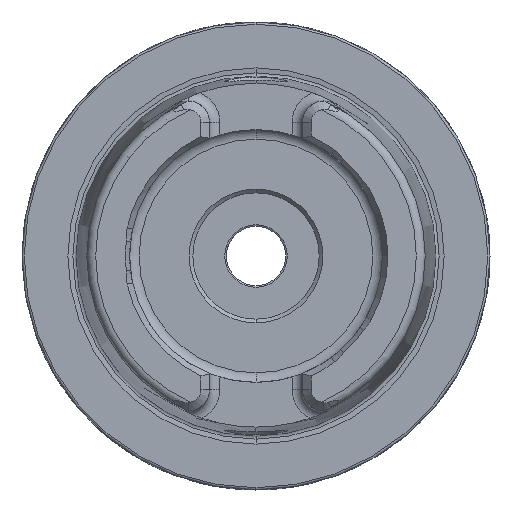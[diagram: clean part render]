
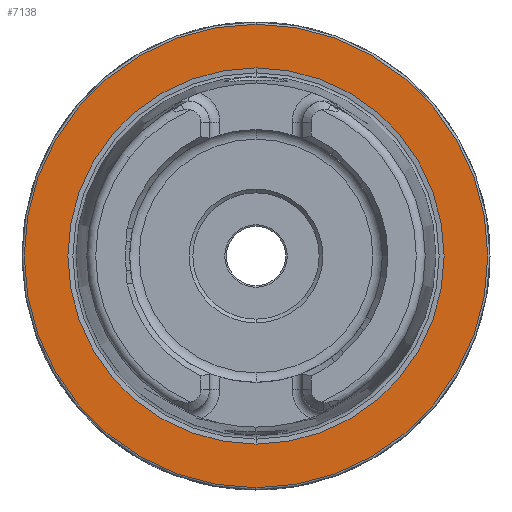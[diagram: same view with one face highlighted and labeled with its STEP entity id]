
A CAD part, left-side view. The second image highlights one B-rep face of the part: STEP entity #7138.
In plain terms, the highlighted planar face has unit normal (-1, 0, 0).
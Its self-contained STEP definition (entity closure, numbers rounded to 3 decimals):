
#7 = CARTESIAN_POINT ( 'NONE',  ( 0., 0., 0. ) ) ;
#8 = DIRECTION ( 'NONE',  ( -1., 0., 0. ) ) ;
#9 = DIRECTION ( 'NONE',  ( 0., 0., 1. ) ) ;
#10 = CARTESIAN_POINT ( 'NONE',  ( 0., 0., 0. ) ) ;
#11 = DIRECTION ( 'NONE',  ( -1., 0., 0. ) ) ;
#12 = DIRECTION ( 'NONE',  ( 0., 0., 1. ) ) ;
#518 = EDGE_LOOP ( 'NONE', ( #3598, #3599 ) ) ;
#521 = EDGE_LOOP ( 'NONE', ( #3596, #3597 ) ) ;
#738 = CARTESIAN_POINT ( 'NONE',  ( 0., 0., -31.2 ) ) ;
#745 = CARTESIAN_POINT ( 'NONE',  ( 0., 0., 31.2 ) ) ;
#874 = VERTEX_POINT ( 'NONE', #2758 ) ;
#1362 = CARTESIAN_POINT ( 'NONE',  ( 0., 0., -25.324 ) ) ;
#1489 = AXIS2_PLACEMENT_3D ( 'NONE', #7023, #7024, #7025 ) ;
#1492 = AXIS2_PLACEMENT_3D ( 'NONE', #7035, #7036, #7037 ) ;
#1980 = VERTEX_POINT ( 'NONE', #745 ) ;
#1981 = VERTEX_POINT ( 'NONE', #738 ) ;
#2758 = CARTESIAN_POINT ( 'NONE',  ( 0., 0., 25.324 ) ) ;
#3596 = ORIENTED_EDGE ( 'NONE', *, *, #5380, .F. ) ;
#3597 = ORIENTED_EDGE ( 'NONE', *, *, #8152, .F. ) ;
#3598 = ORIENTED_EDGE ( 'NONE', *, *, #8148, .T. ) ;
#3599 = ORIENTED_EDGE ( 'NONE', *, *, #5381, .T. ) ;
#4173 = AXIS2_PLACEMENT_3D ( 'NONE', #7, #8, #9 ) ;
#4174 = AXIS2_PLACEMENT_3D ( 'NONE', #10, #11, #12 ) ;
#4252 = AXIS2_PLACEMENT_3D ( 'NONE', #7767, #7772, #7773 ) ;
#4328 = VERTEX_POINT ( 'NONE', #1362 ) ;
#4566 = CIRCLE ( 'NONE', #4173, 25.324 ) ;
#4567 = CIRCLE ( 'NONE', #4174, 31.2 ) ;
#4834 = CIRCLE ( 'NONE', #1489, 31.2 ) ;
#4837 = CIRCLE ( 'NONE', #1492, 25.324 ) ;
#5380 = EDGE_CURVE ( 'NONE', #874, #4328, #4566, .T. ) ;
#5381 = EDGE_CURVE ( 'NONE', #1981, #1980, #4567, .T. ) ;
#6471 = FACE_OUTER_BOUND ( 'NONE', #518, .T. ) ;
#6474 = FACE_BOUND ( 'NONE', #521, .T. ) ;
#7023 = CARTESIAN_POINT ( 'NONE',  ( 0., 0., 0. ) ) ;
#7024 = DIRECTION ( 'NONE',  ( -1., 0., 0. ) ) ;
#7025 = DIRECTION ( 'NONE',  ( 0., 0., 1. ) ) ;
#7035 = CARTESIAN_POINT ( 'NONE',  ( 0., 0., 0. ) ) ;
#7036 = DIRECTION ( 'NONE',  ( -1., 0., 0. ) ) ;
#7037 = DIRECTION ( 'NONE',  ( 0., 0., 1. ) ) ;
#7138 = ADVANCED_FACE ( 'NONE', ( #6474, #6471 ), #7770, .F. ) ;
#7767 = CARTESIAN_POINT ( 'NONE',  ( 0., 31.2, 0. ) ) ;
#7770 = PLANE ( 'NONE',  #4252 ) ;
#7772 = DIRECTION ( 'NONE',  ( 1., 0., 0. ) ) ;
#7773 = DIRECTION ( 'NONE',  ( 0., 0., -1. ) ) ;
#8148 = EDGE_CURVE ( 'NONE', #1980, #1981, #4834, .T. ) ;
#8152 = EDGE_CURVE ( 'NONE', #4328, #874, #4837, .T. ) ;
